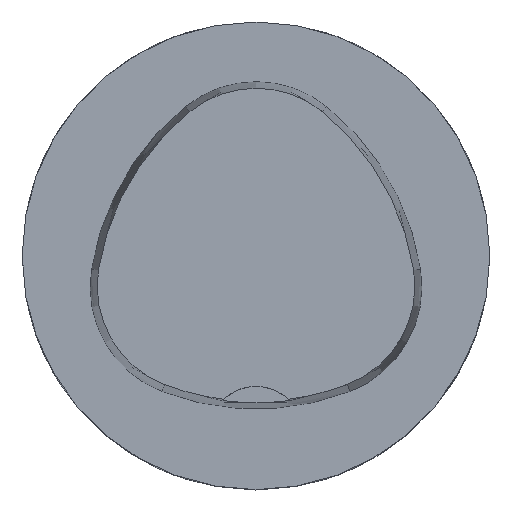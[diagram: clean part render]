
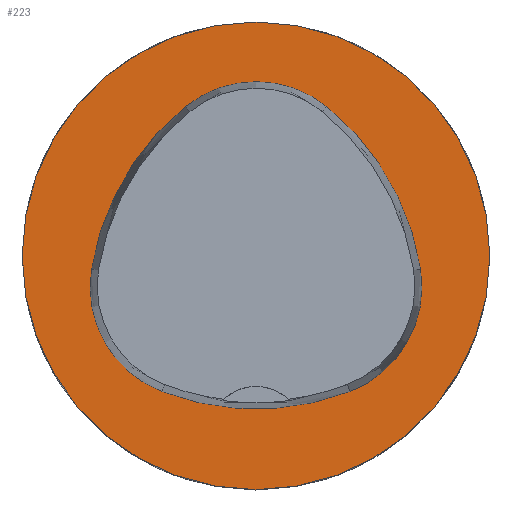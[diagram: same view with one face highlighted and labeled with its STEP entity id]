
A CAD part, top view. The second image highlights one B-rep face of the part: STEP entity #223.
In plain terms, the highlighted planar face has unit normal (0, 0, 1).
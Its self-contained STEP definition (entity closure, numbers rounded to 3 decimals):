
#187=PLANE('',#604);
#223=ADVANCED_FACE('',(#262,#263),#187,.T.);
#262=FACE_BOUND('',#293,.T.);
#263=FACE_BOUND('',#294,.T.);
#293=EDGE_LOOP('',(#380,#381,#382,#383,#384,#385));
#294=EDGE_LOOP('',(#386));
#380=ORIENTED_EDGE('',*,*,#517,.T.);
#381=ORIENTED_EDGE('',*,*,#497,.T.);
#382=ORIENTED_EDGE('',*,*,#501,.T.);
#383=ORIENTED_EDGE('',*,*,#504,.T.);
#384=ORIENTED_EDGE('',*,*,#507,.T.);
#385=ORIENTED_EDGE('',*,*,#515,.T.);
#386=ORIENTED_EDGE('',*,*,#488,.F.);
#446=VERTEX_POINT('',#815);
#455=VERTEX_POINT('',#834);
#456=VERTEX_POINT('',#835);
#459=VERTEX_POINT('',#843);
#461=VERTEX_POINT('',#849);
#463=VERTEX_POINT('',#855);
#470=VERTEX_POINT('',#876);
#488=EDGE_CURVE('',#446,#446,#538,.T.);
#497=EDGE_CURVE('',#455,#456,#539,.T.);
#501=EDGE_CURVE('',#456,#459,#541,.T.);
#504=EDGE_CURVE('',#459,#461,#543,.T.);
#507=EDGE_CURVE('',#461,#463,#545,.T.);
#515=EDGE_CURVE('',#463,#470,#549,.T.);
#517=EDGE_CURVE('',#470,#455,#551,.T.);
#538=CIRCLE('',#573,25.0);
#539=CIRCLE('',#579,28.0);
#541=CIRCLE('',#582,12.0);
#543=CIRCLE('',#585,28.0);
#545=CIRCLE('',#588,12.0);
#549=CIRCLE('',#593,28.0);
#551=CIRCLE('',#596,12.0);
#573=AXIS2_PLACEMENT_3D('',#814,#659,#660);
#579=AXIS2_PLACEMENT_3D('',#833,#675,#676);
#582=AXIS2_PLACEMENT_3D('',#842,#683,#684);
#585=AXIS2_PLACEMENT_3D('',#848,#690,#691);
#588=AXIS2_PLACEMENT_3D('',#854,#697,#698);
#593=AXIS2_PLACEMENT_3D('',#877,#709,#710);
#596=AXIS2_PLACEMENT_3D('',#880,#715,#716);
#604=AXIS2_PLACEMENT_3D('',#890,#731,#732);
#659=DIRECTION('',(0.0,0.0,-1.0));
#660=DIRECTION('',(-1.0,0.0,0.0));
#675=DIRECTION('',(0.0,0.0,-1.0));
#676=DIRECTION('',(-1.0,0.0,0.0));
#683=DIRECTION('',(0.0,0.0,-1.0));
#684=DIRECTION('',(-1.0,0.0,0.0));
#690=DIRECTION('',(0.0,0.0,-1.0));
#691=DIRECTION('',(-1.0,0.0,0.0));
#697=DIRECTION('',(0.0,0.0,-1.0));
#698=DIRECTION('',(-1.0,0.0,0.0));
#709=DIRECTION('',(0.0,0.0,-1.0));
#710=DIRECTION('',(-1.0,0.0,0.0));
#715=DIRECTION('',(0.0,0.0,-1.0));
#716=DIRECTION('',(-1.0,0.0,0.0));
#731=DIRECTION('',(0.0,0.0,1.0));
#732=DIRECTION('',(-1.0,0.0,0.0));
#814=CARTESIAN_POINT('',(0.0,0.0,0.0));
#815=CARTESIAN_POINT('',(-25.0,0.0,0.0));
#833=CARTESIAN_POINT('',(10.068,-5.824,0.0));
#834=CARTESIAN_POINT('',(-17.584,-1.424,0.0));
#835=CARTESIAN_POINT('',(-7.531,15.953,0.0));
#842=CARTESIAN_POINT('',(0.011,6.62,0.0));
#843=CARTESIAN_POINT('',(7.567,15.942,0.0));
#848=CARTESIAN_POINT('',(-10.063,-5.81,0.0));
#849=CARTESIAN_POINT('',(17.59,-1.418,0.0));
#854=CARTESIAN_POINT('',(5.739,-3.3,0.0));
#855=CARTESIAN_POINT('',(10.05,-14.499,0.0));
#876=CARTESIAN_POINT('',(-10.025,-14.516,0.0));
#877=CARTESIAN_POINT('',(-0.01,11.631,0.0));
#880=CARTESIAN_POINT('',(-5.733,-3.31,0.0));
#890=CARTESIAN_POINT('',(0.0,0.0,0.0));
